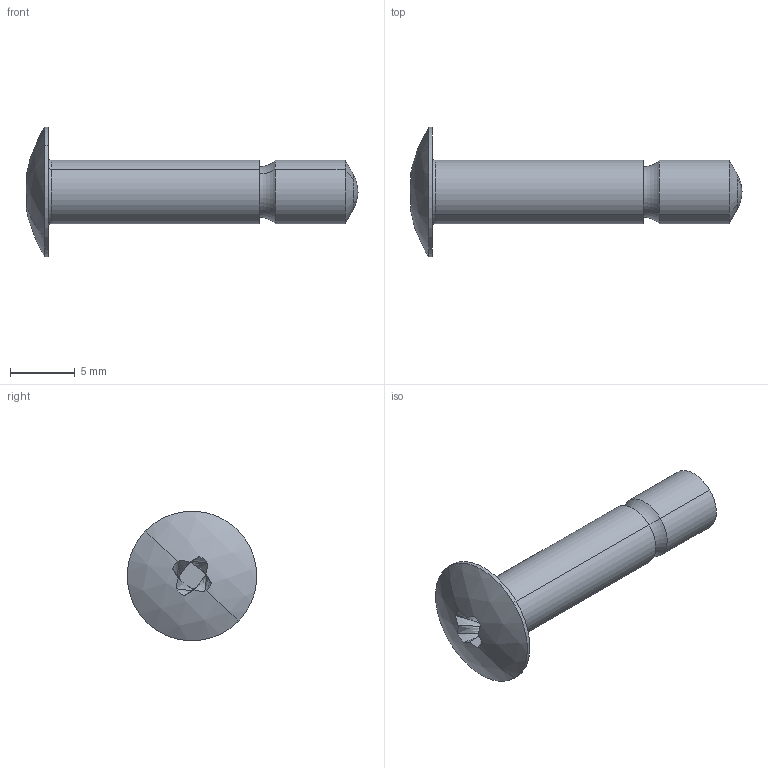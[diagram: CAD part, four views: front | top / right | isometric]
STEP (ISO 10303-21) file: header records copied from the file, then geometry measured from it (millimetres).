
FILE_DESCRIPTION(('Open CASCADE Model'),'2;1');
FILE_NAME('Open CASCADE Shape Model','2021-04-08T10:47:36',('Author'),( 'Open CASCADE'),'Open CASCADE STEP processor 7.4','Open CASCADE 7.4' ,'Unknown');
FILE_SCHEMA(('CONFIG_CONTROL_DESIGN'));
Length unit declared in the file: millimetre
Products named in the file (1): 9800-0001-02_D2-513-7_L_-190_1 98
Bounding box: 25.59 x 9.97 x 9.97 mm (x, y, z)
Volume: 506.8 mm3; surface area: 555 mm2
Topology: 1 solids, 1 shells, 31 faces, 77 edges, 50 vertices
Faces by surface type: bspline 12, cylinder 6, sphere 4, torus 4, plane 3, cone 2
Entity records: 2801 total; most frequent: CARTESIAN_POINT 1374, DIRECTION 210, ORIENTED_EDGE 154, PCURVE 154, DEFINITIONAL_REPRESENTATION 154, LINE 98, VECTOR 98, B_SPLINE_CURVE_WITH_KNOTS 87
